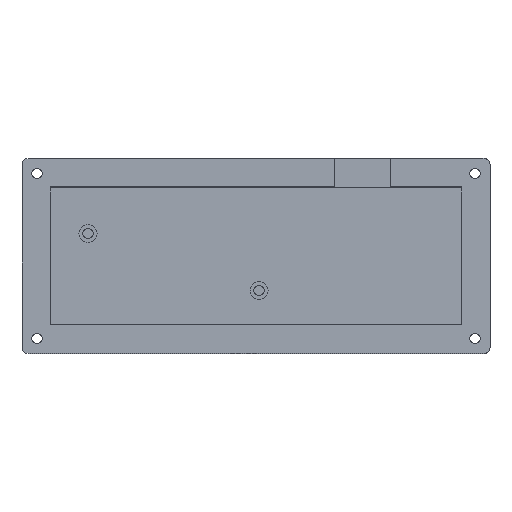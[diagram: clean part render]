
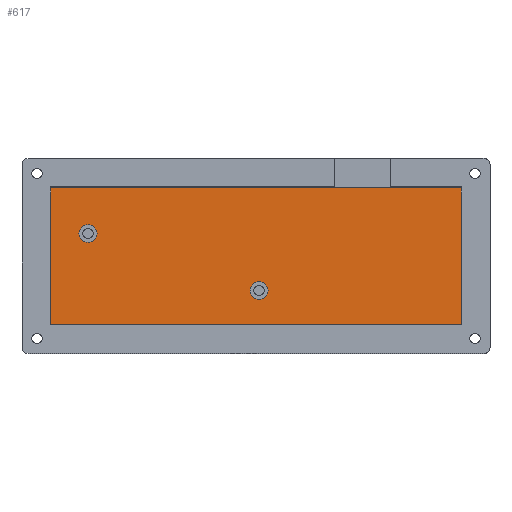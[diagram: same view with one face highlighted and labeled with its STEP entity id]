
A CAD part, top view. The second image highlights one B-rep face of the part: STEP entity #617.
In plain terms, the highlighted planar face has unit normal (0, 0, 1).
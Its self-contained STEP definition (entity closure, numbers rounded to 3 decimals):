
#21=FACE_BOUND('',#110,.T.);
#22=FACE_BOUND('',#111,.T.);
#37=PLANE('',#687);
#65=FACE_OUTER_BOUND('',#109,.T.);
#109=EDGE_LOOP('',(#485,#486,#487,#488));
#110=EDGE_LOOP('',(#489));
#111=EDGE_LOOP('',(#490));
#173=LINE('',#1019,#225);
#174=LINE('',#1021,#226);
#175=LINE('',#1023,#227);
#176=LINE('',#1024,#228);
#225=VECTOR('',#819,10.);
#226=VECTOR('',#820,10.);
#227=VECTOR('',#821,10.);
#228=VECTOR('',#822,10.);
#266=CIRCLE('',#686,3.);
#267=CIRCLE('',#688,3.);
#316=VERTEX_POINT('',#1013);
#317=VERTEX_POINT('',#1017);
#318=VERTEX_POINT('',#1018);
#319=VERTEX_POINT('',#1020);
#320=VERTEX_POINT('',#1022);
#321=VERTEX_POINT('',#1025);
#382=EDGE_CURVE('',#316,#316,#266,.T.);
#383=EDGE_CURVE('',#317,#318,#173,.T.);
#384=EDGE_CURVE('',#318,#319,#174,.T.);
#385=EDGE_CURVE('',#319,#320,#175,.T.);
#386=EDGE_CURVE('',#320,#317,#176,.T.);
#387=EDGE_CURVE('',#321,#321,#267,.T.);
#485=ORIENTED_EDGE('',*,*,#383,.T.);
#486=ORIENTED_EDGE('',*,*,#384,.T.);
#487=ORIENTED_EDGE('',*,*,#385,.T.);
#488=ORIENTED_EDGE('',*,*,#386,.T.);
#489=ORIENTED_EDGE('',*,*,#387,.T.);
#490=ORIENTED_EDGE('',*,*,#382,.T.);
#617=ADVANCED_FACE('',(#65,#21,#22),#37,.T.);
#686=AXIS2_PLACEMENT_3D('',#1015,#815,#816);
#687=AXIS2_PLACEMENT_3D('',#1016,#817,#818);
#688=AXIS2_PLACEMENT_3D('',#1026,#823,#824);
#815=DIRECTION('center_axis',(0.,0.,-1.));
#816=DIRECTION('ref_axis',(1.,0.,0.));
#817=DIRECTION('center_axis',(0.,0.,1.));
#818=DIRECTION('ref_axis',(1.,0.,0.));
#819=DIRECTION('',(1.,0.,0.));
#820=DIRECTION('',(0.,1.,0.));
#821=DIRECTION('',(-1.,0.,0.));
#822=DIRECTION('',(0.,-1.,0.));
#823=DIRECTION('center_axis',(0.,0.,-1.));
#824=DIRECTION('ref_axis',(1.,0.,0.));
#1013=CARTESIAN_POINT('',(-40.,-8.648,3.));
#1015=CARTESIAN_POINT('Origin',(-37.,-8.648,3.));
#1016=CARTESIAN_POINT('Origin',(-38.,2.852,3.));
#1017=CARTESIAN_POINT('',(-106.5,-20.148,3.));
#1018=CARTESIAN_POINT('',(30.5,-20.148,3.));
#1019=CARTESIAN_POINT('',(30.5,-20.148,3.));
#1020=CARTESIAN_POINT('',(30.5,25.852,3.));
#1021=CARTESIAN_POINT('',(30.5,25.852,3.));
#1022=CARTESIAN_POINT('',(-106.5,25.852,3.));
#1023=CARTESIAN_POINT('',(-106.5,25.852,3.));
#1024=CARTESIAN_POINT('',(-106.5,-20.148,3.));
#1025=CARTESIAN_POINT('',(-97.,10.352,3.));
#1026=CARTESIAN_POINT('Origin',(-94.,10.352,3.));
